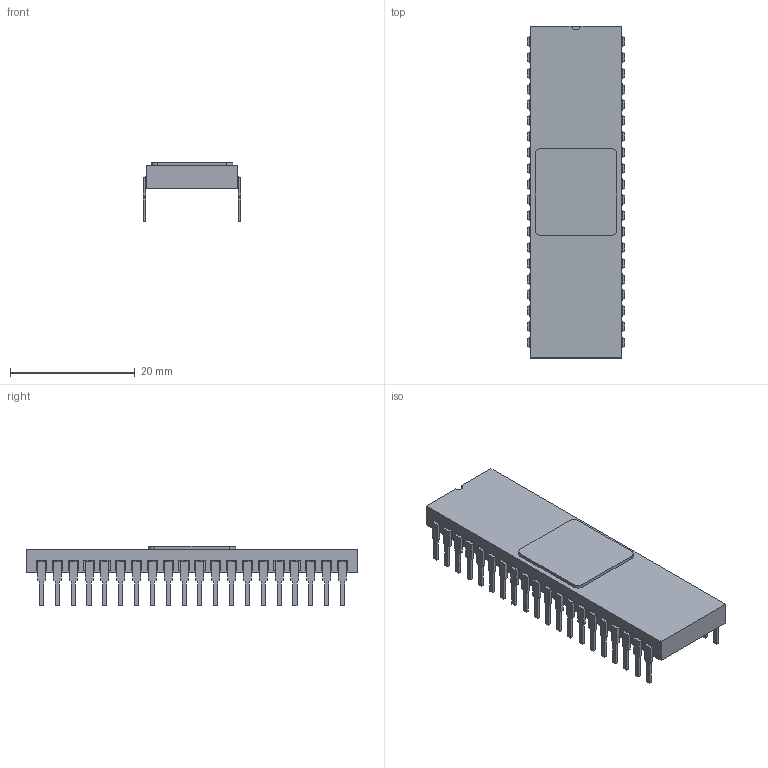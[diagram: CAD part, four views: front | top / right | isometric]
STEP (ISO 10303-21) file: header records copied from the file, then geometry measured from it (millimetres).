
FILE_DESCRIPTION((''),'2;1');
FILE_NAME('SBDIP40-600.stp','2015-01-14T08:36:20',(''),(''),'Mechanical Desktop 2011','Mechanical Desktop 2011',', , ');
FILE_SCHEMA(('AUTOMOTIVE_DESIGN { 1 2 10303 214 1 1 1 1 }'));
Length unit declared in the file: millimetre
Products named in the file (1): Product
Bounding box: 15.7 x 53.24 x 9.53 mm (x, y, z)
Volume: 3108.1 mm3; surface area: 3520.3 mm2
Topology: 83 solids, 83 shells, 662 faces, 1488 edges, 992 vertices
Faces by surface type: plane 336, bspline 320, cylinder 6
Entity records: 18014 total; most frequent: CARTESIAN_POINT 4103, ORIENTED_EDGE 2976, DIRECTION 2186, EDGE_CURVE 1488, VECTOR 1476, LINE 1476, VERTEX_POINT 992, EDGE_LOOP 662
